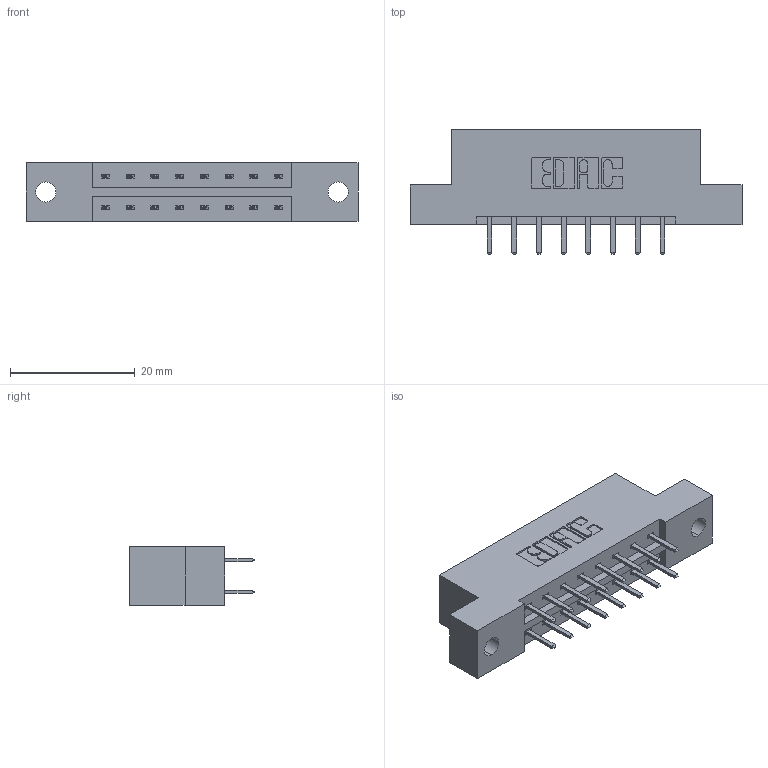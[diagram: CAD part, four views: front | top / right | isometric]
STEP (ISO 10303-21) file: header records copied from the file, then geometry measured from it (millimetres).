
FILE_DESCRIPTION (( 'STEP AP203' ), '1' );
FILE_NAME ('333-016-520-202.STEP', '2018-08-01T11:20:16', ( '' ), ( '' ), 'SwSTEP 2.0', 'SolidWorks 2016', '' );
FILE_SCHEMA (( 'CONFIG_CONTROL_DESIGN' ));
Length unit declared in the file: inch
Products named in the file (3): 345-292-001_345-293-120; 333-016-520-202; 333 Part_Flush - .128 Dia
Assembly tree (17 placements, depth 2):
  333-016-520-202
    333 Part_Flush - .128 Dia
    345-292-001_345-293-120  x16
Bounding box: 53.24 x 20.02 x 9.4 mm (x, y, z)
Volume: 5073.7 mm3; surface area: 5341 mm2
Topology: 17 solids, 17 shells, 1010 faces, 2919 edges, 1902 vertices
Faces by surface type: plane 678, cylinder 332
Entity records: 9661 total; most frequent: CARTESIAN_POINT 1654, ORIENTED_EDGE 1578, DIRECTION 1461, EDGE_CURVE 789, LINE 657, VECTOR 657, VERTEX_POINT 522, AXIS2_PLACEMENT_3D 402
